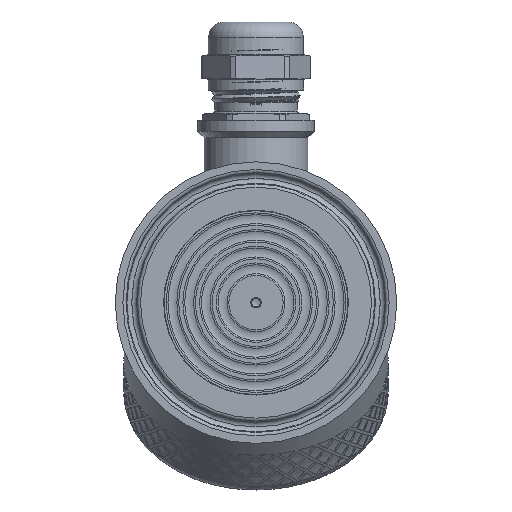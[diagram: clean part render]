
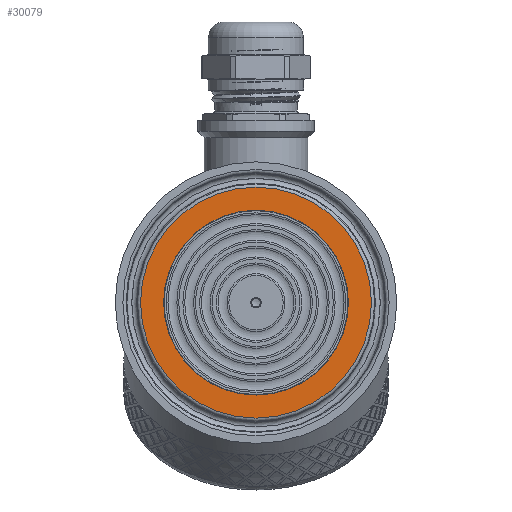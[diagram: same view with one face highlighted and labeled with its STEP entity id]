
A CAD part, left-side view. The second image highlights one B-rep face of the part: STEP entity #30079.
In plain terms, the highlighted planar face has unit normal (-1, 0, 0).
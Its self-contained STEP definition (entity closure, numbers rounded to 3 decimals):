
#1327=FACE_BOUND('',#4164,.T.);
#1747=PLANE('',#32301);
#2222=FACE_OUTER_BOUND('',#4163,.T.);
#4163=EDGE_LOOP('',(#20485));
#4164=EDGE_LOOP('',(#20486));
#6377=CIRCLE('',#32298,21.);
#6379=CIRCLE('',#32302,26.242);
#12098=VERTEX_POINT('',#43245);
#12100=VERTEX_POINT('',#43252);
#15371=EDGE_CURVE('',#12098,#12098,#6377,.T.);
#15374=EDGE_CURVE('',#12100,#12100,#6379,.T.);
#20485=ORIENTED_EDGE('',*,*,#15374,.F.);
#20486=ORIENTED_EDGE('',*,*,#15371,.T.);
#30079=ADVANCED_FACE('',(#2222,#1327),#1747,.T.);
#32298=AXIS2_PLACEMENT_3D('',#43246,#34319,#34320);
#32301=AXIS2_PLACEMENT_3D('',#43251,#34326,#34327);
#32302=AXIS2_PLACEMENT_3D('',#43253,#34328,#34329);
#34319=DIRECTION('center_axis',(1.,0.,0.));
#34320=DIRECTION('ref_axis',(0.,1.,0.));
#34326=DIRECTION('center_axis',(-1.,0.,0.));
#34327=DIRECTION('ref_axis',(0.,0.,1.));
#34328=DIRECTION('center_axis',(1.,0.,0.));
#34329=DIRECTION('ref_axis',(0.,0.,-1.));
#43245=CARTESIAN_POINT('',(0.,-21.,0.));
#43246=CARTESIAN_POINT('Origin',(0.,0.,
0.));
#43251=CARTESIAN_POINT('Origin',(0.,26.242,
0.));
#43252=CARTESIAN_POINT('',(0.,0.,
26.242));
#43253=CARTESIAN_POINT('Origin',(0.,0.,
0.));
